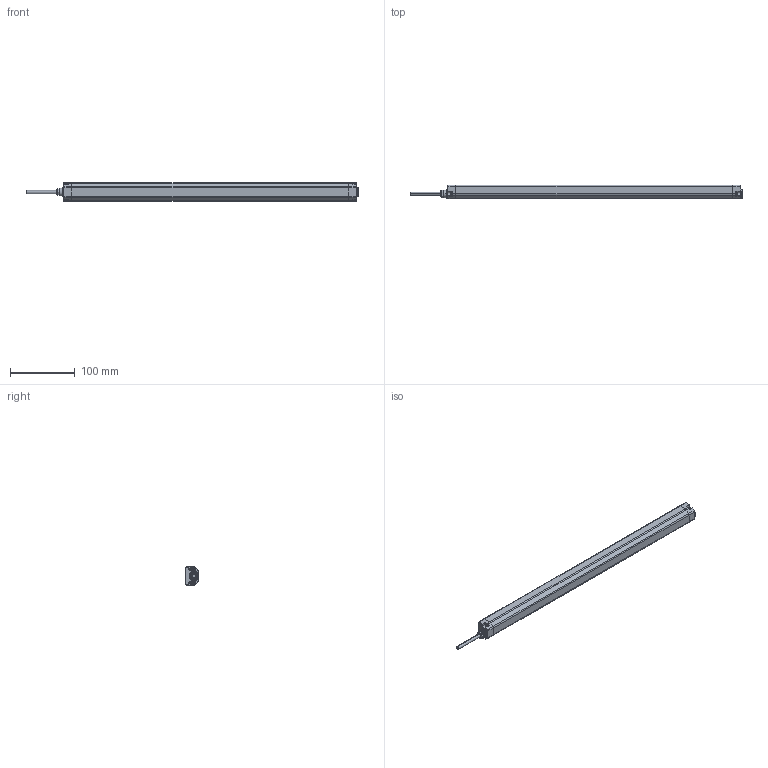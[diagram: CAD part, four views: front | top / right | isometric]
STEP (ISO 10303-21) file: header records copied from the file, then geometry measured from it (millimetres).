
FILE_DESCRIPTION((''),'2;1');
FILE_NAME('157895_SM01_ASM','2023-06-23T09:05:26',('banengservice'),('BANNER ENGINEERING'),'CREO PARAMETRIC BY PTC INC, 2022414','CREO PARAMETRIC BY PTC INC, 2022414','');
FILE_SCHEMA(('CONFIG_CONTROL_DESIGN'));
Length unit declared in the file: inch
Products named in the file (4): 157895_EP01; CABLE_190; 153169; 157895_SM01_ASM
Assembly tree (3 placements, depth 2):
  157895_SM01_ASM
    157895_EP01
    CABLE_190
    153169
Bounding box: 511.9 x 21.01 x 28 mm (x, y, z)
Volume: 241770.6 mm3; surface area: 44312.8 mm2
Topology: 3 solids, 3 shells, 368 faces, 925 edges, 570 vertices
Faces by surface type: cylinder 134, plane 130, cone 64, torus 24, bspline 8, sphere 8
Entity records: 13795 total; most frequent: CARTESIAN_POINT 4848, DIRECTION 1911, ORIENTED_EDGE 1834, EDGE_CURVE 917, AXIS2_PLACEMENT_3D 719, VERTEX_POINT 570, VECTOR 473, LINE 473
